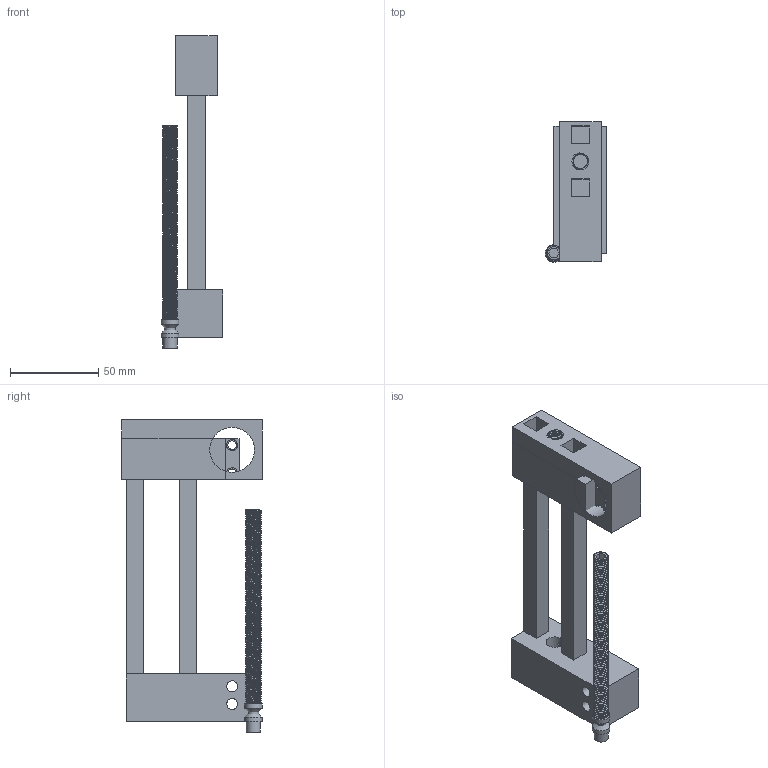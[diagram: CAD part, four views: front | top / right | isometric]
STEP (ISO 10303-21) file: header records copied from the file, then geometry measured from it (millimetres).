
FILE_DESCRIPTION(/* description */ (''),/* implementation_level */ '2;1');
FILE_NAME(/* name */ 'Paper mover holder v3.step',/* time_stamp */ '2022-12-06T00:16:28-05:00',/* author */ (''),/* organization */ (''),/* preprocessor_version */ 'ST-DEVELOPER v19.2',/* originating_system */ 'Autodesk Translation Framework v11.17.0.187',/* authorisation */ '');
FILE_SCHEMA (('AUTOMOTIVE_DESIGN { 1 0 10303 214 3 1 1 }'));
Products named in the file (7): Paper mover holder; Attach; lead screw; Head; attach screw; Screw hold; Head (1)
Assembly tree (6 placements, depth 2):
  Paper mover holder
    Attach
    lead screw
    Head
    attach screw
    Screw hold
    Head (1)
Bounding box: 35 x 79.5 x 177 mm (x, y, z)
Volume: 154217.2 mm3; surface area: 52096.9 mm2
Topology: 6 solids, 6 shells, 459 faces, 1302 edges, 867 vertices
Faces by surface type: cylinder 360, plane 84, bspline 12, cone 3
Full cylindrical faces by diameter (mm): 3.6 x1, 3.99 x6, 4.434 x11, 4.8 x2, 4.901 x11, 5.32 x11, 6 x1, 6.2 x2, 6.25 x4, 7.446 x38, 8 x2, 8.179 x44, 8.866 x63, 9.57 x45, 10 x2, 10.2 x1, 25.4 x1
Entity records: 40083 total; most frequent: CARTESIAN_POINT 29296, ORIENTED_EDGE 2602, DIRECTION 1569, EDGE_CURVE 1301, VERTEX_POINT 867, B_SPLINE_CURVE_WITH_KNOTS 713, LINE 527, VECTOR 527
